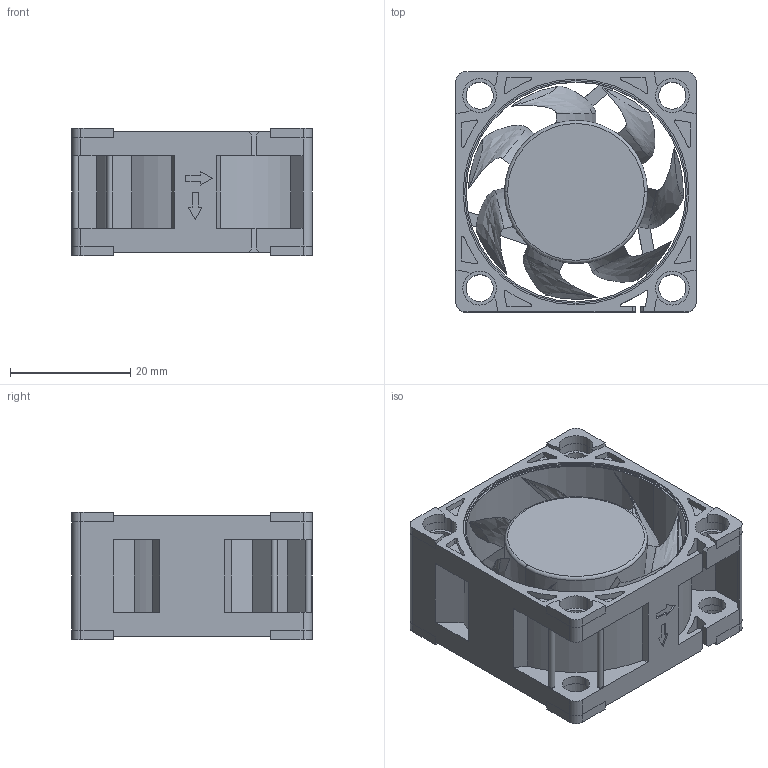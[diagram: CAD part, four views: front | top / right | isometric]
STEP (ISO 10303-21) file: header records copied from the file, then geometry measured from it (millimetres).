
FILE_DESCRIPTION (( 'STEP AP214' ), '1' );
FILE_NAME ('NF-A4X20 5V PWM.STEP', '2019-12-15T06:48:12', ( '' ), ( '' ), 'SwSTEP 2.0', 'SolidWorks 2019', '' );
FILE_SCHEMA (( 'AUTOMOTIVE_DESIGN' ));
Length unit declared in the file: millimetre
Products named in the file (2): NF-A4X20 5V PWM
Bounding box: 39.9 x 39.9 x 21.15 mm (x, y, z)
Volume: 13547.7 mm3; surface area: 12774.6 mm2
Topology: 16 solids, 16 shells, 435 faces, 1118 edges, 738 vertices
Faces by surface type: cylinder 199, plane 190, bspline 42, torus 2, cone 2
Entity records: 18169 total; most frequent: CARTESIAN_POINT 5689, ORIENTED_EDGE 2236, DIRECTION 2218, EDGE_CURVE 1118, AXIS2_PLACEMENT_3D 813, VERTEX_POINT 738, VECTOR 592, LINE 592
